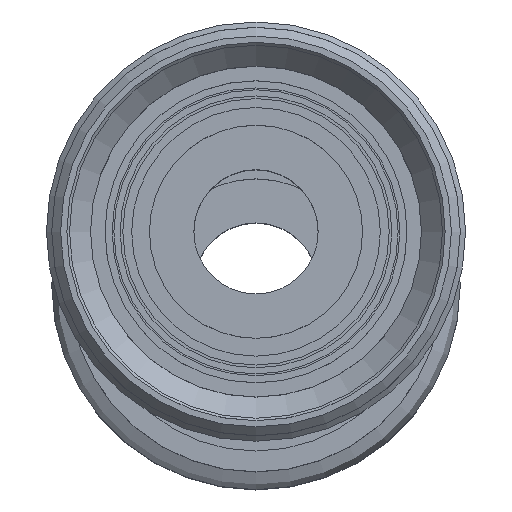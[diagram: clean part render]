
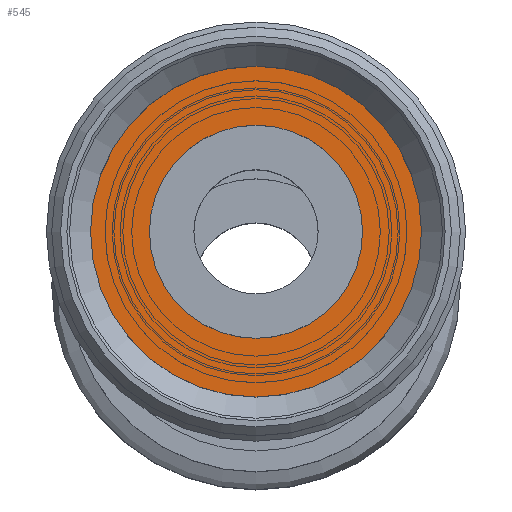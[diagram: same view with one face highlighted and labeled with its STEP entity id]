
A CAD part, top view. The second image highlights one B-rep face of the part: STEP entity #545.
In plain terms, the highlighted planar face has unit normal (0, 0, 1).
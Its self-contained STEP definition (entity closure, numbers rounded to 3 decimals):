
#43=PLANE('',#896);
#125=ORIENTED_EDGE('',*,*,#185,.T.);
#126=ORIENTED_EDGE('',*,*,#186,.F.);
#185=EDGE_CURVE('',#241,#241,#297,.T.);
#186=EDGE_CURVE('',#242,#242,#298,.T.);
#241=VERTEX_POINT('',#1253);
#242=VERTEX_POINT('',#1255);
#297=CIRCLE('',#897,10.5);
#298=CIRCLE('',#898,6.);
#383=EDGE_LOOP('',(#125));
#384=EDGE_LOOP('',(#126));
#473=FACE_BOUND('',#383,.T.);
#474=FACE_BOUND('',#384,.T.);
#545=ADVANCED_FACE('',(#473,#474),#43,.T.);
#896=AXIS2_PLACEMENT_3D('',#1251,#1084,#1085);
#897=AXIS2_PLACEMENT_3D('',#1252,#1086,#1087);
#898=AXIS2_PLACEMENT_3D('',#1254,#1088,#1089);
#1084=DIRECTION('',(0.,0.,1.));
#1085=DIRECTION('',(-1.,0.,0.));
#1086=DIRECTION('',(0.,0.,1.));
#1087=DIRECTION('',(-1.,0.,0.));
#1088=DIRECTION('',(0.,0.,1.));
#1089=DIRECTION('',(-1.,0.,0.));
#1251=CARTESIAN_POINT('',(-6.,0.,1742.));
#1252=CARTESIAN_POINT('',(0.,0.,1742.));
#1253=CARTESIAN_POINT('',(-10.5,0.,1742.));
#1254=CARTESIAN_POINT('',(0.,0.,1742.));
#1255=CARTESIAN_POINT('',(-6.,0.,1742.));
